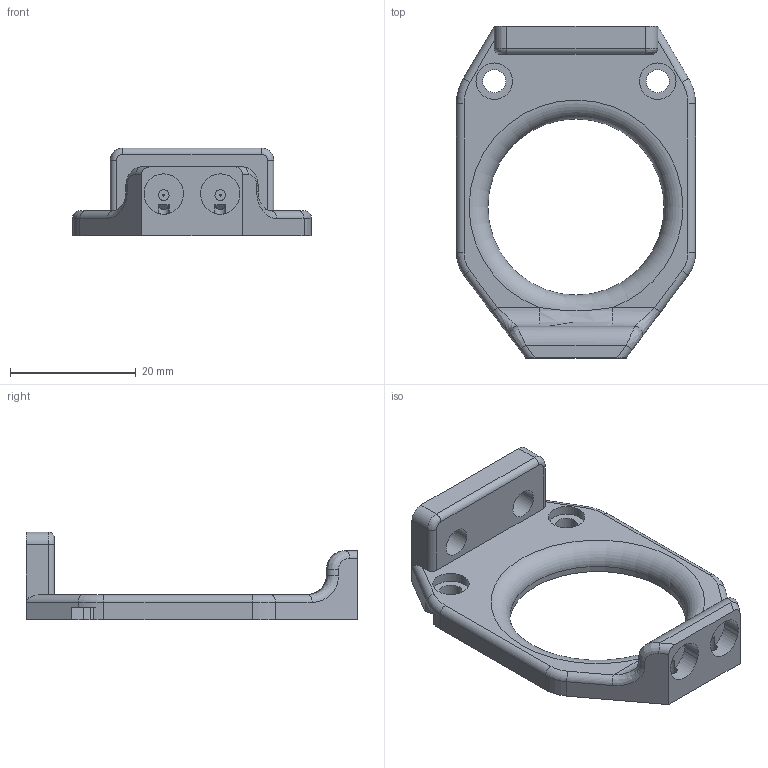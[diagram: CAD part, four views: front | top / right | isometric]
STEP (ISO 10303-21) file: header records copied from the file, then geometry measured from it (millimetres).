
FILE_DESCRIPTION(/* description */ (''),/* implementation_level */ '2;1');
FILE_NAME(/* name */ 'Probe_Mount_v2-with-ADXL.step',/* time_stamp */ '2022-03-09T11:10:27+01:00',/* author */ (''),/* organization */ (''),/* preprocessor_version */ 'ST-DEVELOPER v18.1',/* originating_system */ 'Autodesk Translation Framework v10.13.0.1454',/* authorisation */ '');
FILE_SCHEMA (('AUTOMOTIVE_DESIGN { 1 0 10303 214 3 1 1 }'));
Length unit declared in the file: millimetre
Products named in the file (1): (Unsaved)
Bounding box: 38 x 52.75 x 13.98 mm (x, y, z)
Volume: 5456.1 mm3; surface area: 4518 mm2
Topology: 1 solids, 1 shells, 120 faces, 324 edges, 207 vertices
Faces by surface type: plane 63, cylinder 45, bspline 7, torus 5
Full cylindrical faces by diameter (mm): 0.3 x2, 1.7 x2, 1.75 x2, 3.65 x2, 4.6 x2, 5.8 x2, 28 x1
Entity records: 4183 total; most frequent: CARTESIAN_POINT 1039, DIRECTION 652, ORIENTED_EDGE 648, EDGE_CURVE 324, AXIS2_PLACEMENT_3D 222, LINE 208, VECTOR 208, VERTEX_POINT 207
